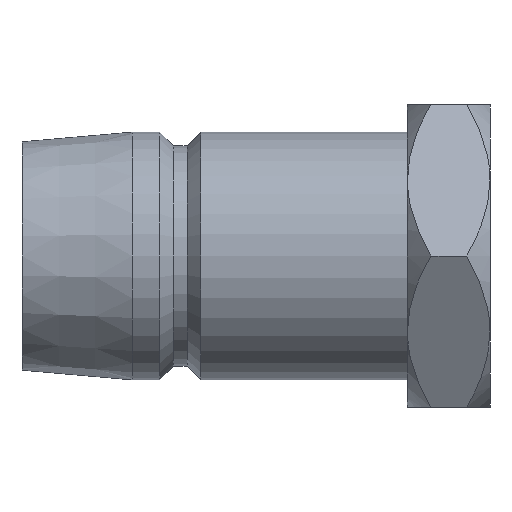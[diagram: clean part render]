
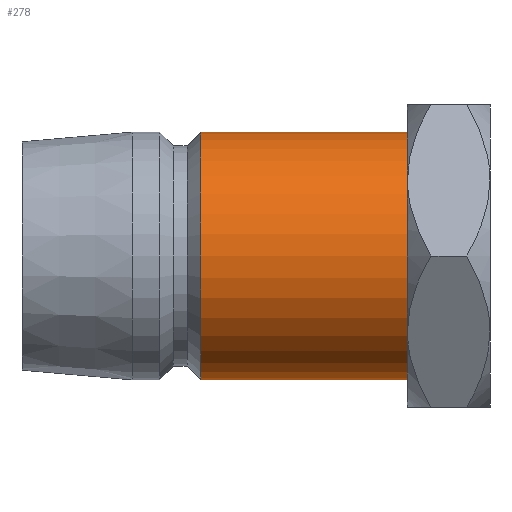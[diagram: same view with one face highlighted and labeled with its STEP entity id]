
A CAD part, front view. The second image highlights one B-rep face of the part: STEP entity #278.
In plain terms, the highlighted cylindrical face has radius 4.5 mm (diameter 9 mm), a partial arc.
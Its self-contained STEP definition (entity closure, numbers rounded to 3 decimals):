
#25 = LINE ( 'NONE', #699, #355 ) ;
#36 = ORIENTED_EDGE ( 'NONE', *, *, #205, .F. ) ;
#87 = VERTEX_POINT ( 'NONE', #338 ) ;
#95 = CARTESIAN_POINT ( 'NONE',  ( 6.5, 0., -4.5 ) ) ;
#102 = CIRCLE ( 'NONE', #1013, 4.5 ) ;
#124 = LINE ( 'NONE', #861, #854 ) ;
#169 = DIRECTION ( 'NONE',  ( 0., 0., 1. ) ) ;
#205 = EDGE_CURVE ( 'NONE', #992, #949, #124, .T. ) ;
#244 = EDGE_CURVE ( 'NONE', #949, #87, #908, .T. ) ;
#278 = ADVANCED_FACE ( 'NONE', ( #297 ), #391, .T. ) ;
#297 = FACE_OUTER_BOUND ( 'NONE', #925, .T. ) ;
#338 = CARTESIAN_POINT ( 'NONE',  ( 6.5, 0., 4.5 ) ) ;
#355 = VECTOR ( 'NONE', #590, 1000. ) ;
#359 = CARTESIAN_POINT ( 'NONE',  ( 14., 0., -4.5 ) ) ;
#370 = CARTESIAN_POINT ( 'NONE',  ( 0., 0., 0. ) ) ;
#391 = CYLINDRICAL_SURFACE ( 'NONE', #1012, 4.5 ) ;
#451 = DIRECTION ( 'NONE',  ( -1., 0., 0. ) ) ;
#464 = EDGE_CURVE ( 'NONE', #481, #87, #25, .T. ) ;
#481 = VERTEX_POINT ( 'NONE', #924 ) ;
#498 = ORIENTED_EDGE ( 'NONE', *, *, #499, .T. ) ;
#499 = EDGE_CURVE ( 'NONE', #992, #481, #102, .T. ) ;
#546 = CARTESIAN_POINT ( 'NONE',  ( 6.5, 0., 0. ) ) ;
#590 = DIRECTION ( 'NONE',  ( -1., 0., 0. ) ) ;
#687 = ORIENTED_EDGE ( 'NONE', *, *, #464, .T. ) ;
#696 = DIRECTION ( 'NONE',  ( 0., 0., 1. ) ) ;
#699 = CARTESIAN_POINT ( 'NONE',  ( 0., 0., 4.5 ) ) ;
#771 = CARTESIAN_POINT ( 'NONE',  ( 14., 0., 0. ) ) ;
#777 = DIRECTION ( 'NONE',  ( 0., 0., 1. ) ) ;
#818 = ORIENTED_EDGE ( 'NONE', *, *, #244, .F. ) ;
#834 = AXIS2_PLACEMENT_3D ( 'NONE', #546, #451, #777 ) ;
#839 = DIRECTION ( 'NONE',  ( -1., 0., 0. ) ) ;
#854 = VECTOR ( 'NONE', #1044, 1000. ) ;
#861 = CARTESIAN_POINT ( 'NONE',  ( 0., 0., -4.5 ) ) ;
#908 = CIRCLE ( 'NONE', #834, 4.5 ) ;
#924 = CARTESIAN_POINT ( 'NONE',  ( 14., 0., 4.5 ) ) ;
#925 = EDGE_LOOP ( 'NONE', ( #36, #498, #687, #818 ) ) ;
#949 = VERTEX_POINT ( 'NONE', #95 ) ;
#992 = VERTEX_POINT ( 'NONE', #359 ) ;
#1012 = AXIS2_PLACEMENT_3D ( 'NONE', #370, #1055, #696 ) ;
#1013 = AXIS2_PLACEMENT_3D ( 'NONE', #771, #839, #169 ) ;
#1044 = DIRECTION ( 'NONE',  ( -1., 0., 0. ) ) ;
#1055 = DIRECTION ( 'NONE',  ( -1., 0., 0. ) ) ;
